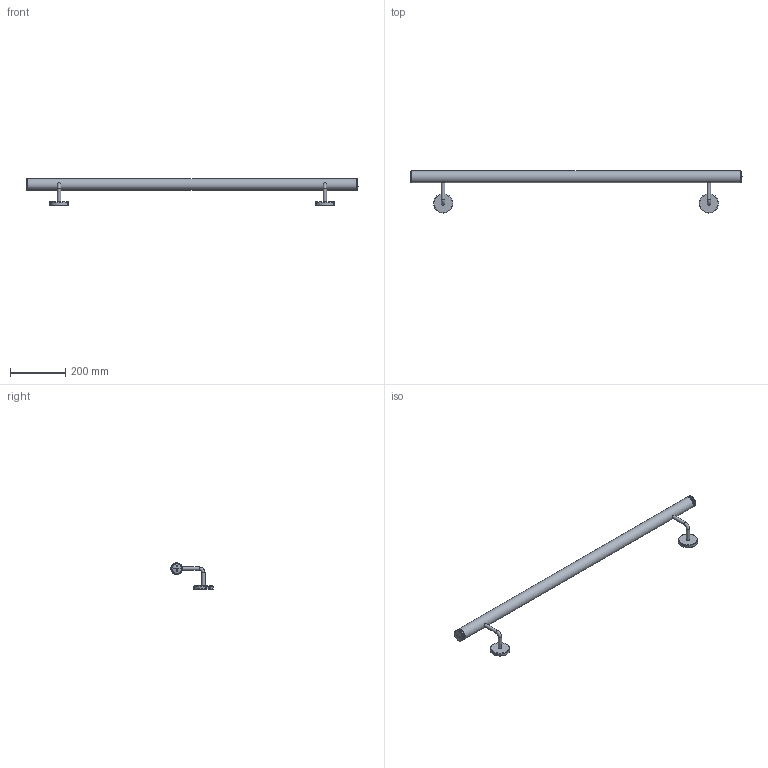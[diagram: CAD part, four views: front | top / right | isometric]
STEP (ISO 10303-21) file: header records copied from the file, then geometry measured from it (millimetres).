
FILE_DESCRIPTION (( 'STEP AP203' ), '1' );
FILE_NAME ('57501-240-S.step', '2021-11-26T08:42:54', ( '' ), ( '' ), 'SwSTEP 2.0', 'SolidWorks 2018', '' );
FILE_SCHEMA (( 'CONFIG_CONTROL_DESIGN' ));
Length unit declared in the file: millimetre
Products named in the file (13): 57501-240-S Teil1; 57501-240-S Teil2; 50310-240G; 57501-240-S Teil3; 57501-240-S; 50310-240G___
Assembly tree (7 placements, depth 2):
  57501-240-S Teil1
  57501-240-S Teil2
  50310-240G
  50310-240G
  57501-240-S
    57501-240-S Teil3
    57501-240-S Teil1
    50310-240G___  x2
    57501-240-S Teil2  x2
    57501-240-S Teil1
Bounding box: 1199.16 x 152.4 x 96.2 mm (x, y, z)
Volume: 372408.9 mm3; surface area: 365253.7 mm2
Topology: 7 solids, 7 shells, 2117 faces, 5040 edges, 3024 vertices
Faces by surface type: plane 896, cone 502, bspline 327, cylinder 322, sphere 62, torus 8
Full cylindrical faces by diameter (mm): 7 x6, 12 x4, 12.2 x2, 34.6 x2, 37.5 x4, 38.4 x1, 42.4 x3, 68 x2, 70 x2
Entity records: 47653 total; most frequent: CARTESIAN_POINT 19950, ORIENTED_EDGE 5868, DIRECTION 4867, EDGE_CURVE 2934, AXIS2_PLACEMENT_3D 1856, VERTEX_POINT 1803, EDGE_LOOP 1321, FACE_OUTER_BOUND 1248
